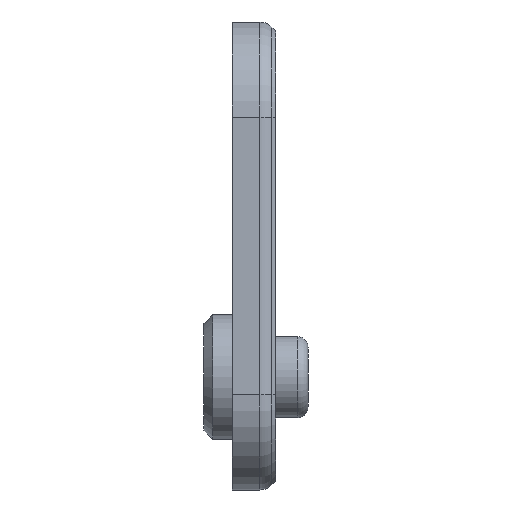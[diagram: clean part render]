
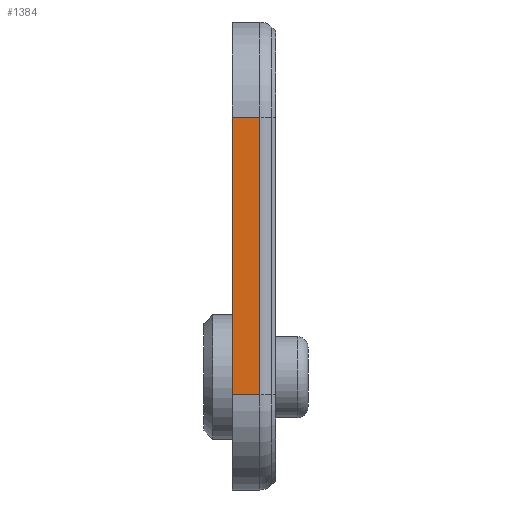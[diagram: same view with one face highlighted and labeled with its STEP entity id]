
A CAD part, left-side view. The second image highlights one B-rep face of the part: STEP entity #1384.
In plain terms, the highlighted planar face has unit normal (-1, 0, 0).
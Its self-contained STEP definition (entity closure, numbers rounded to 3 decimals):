
#139=FACE_OUTER_BOUND('',#237,.T.);
#237=EDGE_LOOP('',(#1082,#1083,#1084,#1085));
#345=LINE('',#2117,#493);
#397=LINE('',#2239,#545);
#398=LINE('',#2241,#546);
#399=LINE('',#2242,#547);
#493=VECTOR('',#1671,12.78);
#545=VECTOR('',#1781,1.269);
#546=VECTOR('',#1782,1.269);
#547=VECTOR('',#1783,12.78);
#642=VERTEX_POINT('',#2114);
#643=VERTEX_POINT('',#2116);
#684=VERTEX_POINT('',#2238);
#685=VERTEX_POINT('',#2240);
#772=EDGE_CURVE('',#642,#643,#345,.T.);
#834=EDGE_CURVE('',#643,#684,#397,.T.);
#835=EDGE_CURVE('',#685,#642,#398,.T.);
#836=EDGE_CURVE('',#684,#685,#399,.T.);
#1082=ORIENTED_EDGE('',*,*,#834,.F.);
#1083=ORIENTED_EDGE('',*,*,#772,.F.);
#1084=ORIENTED_EDGE('',*,*,#835,.F.);
#1085=ORIENTED_EDGE('',*,*,#836,.F.);
#1328=PLANE('',#1500);
#1384=ADVANCED_FACE('',(#139),#1328,.F.);
#1500=AXIS2_PLACEMENT_3D('',#2237,#1779,#1780);
#1671=DIRECTION('',(0.,0.,1.));
#1779=DIRECTION('center_axis',(1.,0.,0.));
#1780=DIRECTION('ref_axis',(0.,0.,-1.));
#1781=DIRECTION('',(0.,-1.,0.));
#1782=DIRECTION('',(0.,1.,0.));
#1783=DIRECTION('',(0.,0.,-1.));
#2114=CARTESIAN_POINT('',(-39.758,-118.574,-179.248));
#2116=CARTESIAN_POINT('',(-39.758,-118.574,-166.468));
#2117=CARTESIAN_POINT('',(-39.758,-118.574,-179.248));
#2237=CARTESIAN_POINT('Origin',(-39.758,-119.842,-166.568));
#2238=CARTESIAN_POINT('',(-39.758,-119.842,-166.468));
#2239=CARTESIAN_POINT('',(-39.758,-118.574,-166.468));
#2240=CARTESIAN_POINT('',(-39.758,-119.842,-179.248));
#2241=CARTESIAN_POINT('',(-39.758,-119.842,-179.248));
#2242=CARTESIAN_POINT('',(-39.758,-119.842,-166.468));
